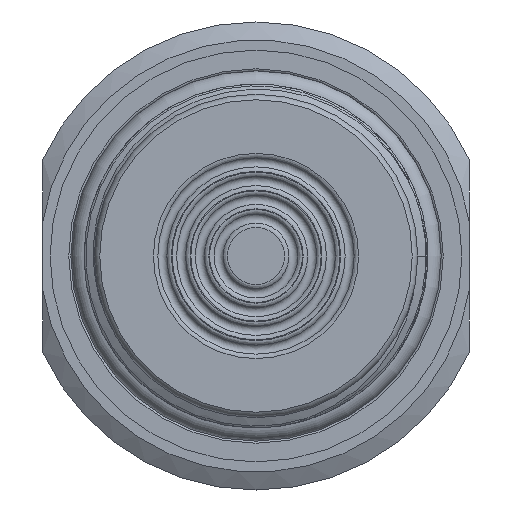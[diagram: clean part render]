
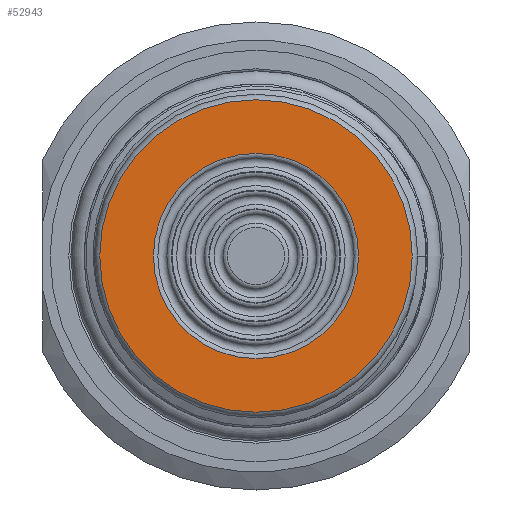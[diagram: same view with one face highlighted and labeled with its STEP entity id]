
A CAD part, left-side view. The second image highlights one B-rep face of the part: STEP entity #52943.
In plain terms, the highlighted planar face has unit normal (-1, 0, 0).
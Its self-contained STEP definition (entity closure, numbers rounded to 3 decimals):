
#1098=FACE_BOUND('',#8581,.T.);
#3039=PLANE('',#57043);
#5773=FACE_OUTER_BOUND('',#8580,.T.);
#8580=EDGE_LOOP('',(#49289));
#8581=EDGE_LOOP('',(#49290));
#9460=CIRCLE('',#57044,15.025);
#9461=CIRCLE('',#57045,9.866);
#25342=VERTEX_POINT('',#115961);
#25343=VERTEX_POINT('',#115963);
#33333=EDGE_CURVE('',#25342,#25342,#9460,.T.);
#33334=EDGE_CURVE('',#25343,#25343,#9461,.T.);
#49289=ORIENTED_EDGE('',*,*,#33333,.F.);
#49290=ORIENTED_EDGE('',*,*,#33334,.T.);
#52943=ADVANCED_FACE('',(#5773,#1098),#3039,.T.);
#57043=AXIS2_PLACEMENT_3D('',#115960,#69414,#69415);
#57044=AXIS2_PLACEMENT_3D('',#115962,#69416,#69417);
#57045=AXIS2_PLACEMENT_3D('',#115964,#69418,#69419);
#69414=DIRECTION('center_axis',(-1.,0.,0.));
#69415=DIRECTION('ref_axis',(0.,0.,1.));
#69416=DIRECTION('center_axis',(1.,0.,0.));
#69417=DIRECTION('ref_axis',(0.,0.,-1.));
#69418=DIRECTION('center_axis',(1.,0.,0.));
#69419=DIRECTION('ref_axis',(0.,0.,-1.));
#115960=CARTESIAN_POINT('Origin',(0.,15.025,0.));
#115961=CARTESIAN_POINT('',(0.,-15.025,0.));
#115962=CARTESIAN_POINT('Origin',(0.,0.,0.));
#115963=CARTESIAN_POINT('',(0.,0.,
9.866));
#115964=CARTESIAN_POINT('Origin',(0.,0.,0.));
